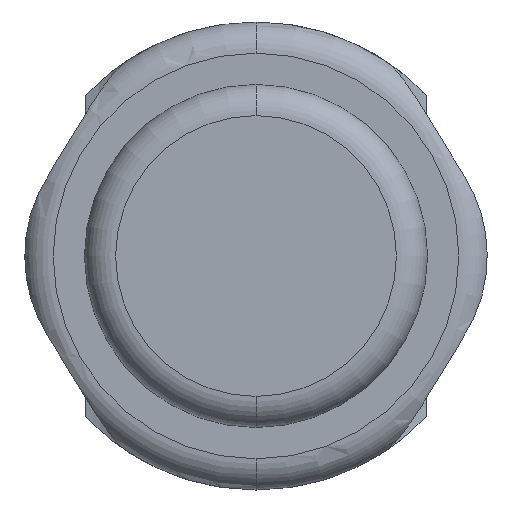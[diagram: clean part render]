
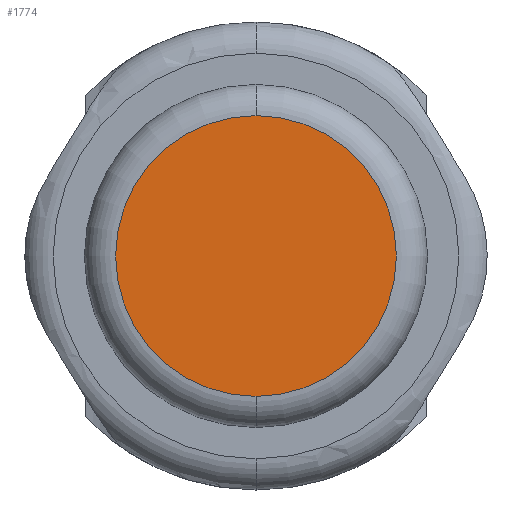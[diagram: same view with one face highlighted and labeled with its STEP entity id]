
A CAD part, left-side view. The second image highlights one B-rep face of the part: STEP entity #1774.
In plain terms, the highlighted planar face has unit normal (-1, 0, 0).
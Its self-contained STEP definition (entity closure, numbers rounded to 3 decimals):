
#3 = VERTEX_POINT ( 'NONE', #420 ) ;
#70 = VERTEX_POINT ( 'NONE', #1386 ) ;
#200 = EDGE_LOOP ( 'NONE', ( #1779, #1784 ) ) ;
#420 = CARTESIAN_POINT ( 'NONE',  ( -2.857, 0., 9. ) ) ;
#733 = FACE_OUTER_BOUND ( 'NONE', #200, .T. ) ;
#734 = PLANE ( 'NONE',  #736 ) ;
#736 = AXIS2_PLACEMENT_3D ( 'NONE', #737, #738, #739 ) ;
#737 = CARTESIAN_POINT ( 'NONE',  ( -2.857, 11., 0. ) ) ;
#738 = DIRECTION ( 'NONE',  ( 1., 0., 0. ) ) ;
#739 = DIRECTION ( 'NONE',  ( 0., 0., -1. ) ) ;
#793 = CIRCLE ( 'NONE', #794, 9. ) ;
#794 = AXIS2_PLACEMENT_3D ( 'NONE', #795, #796, #797 ) ;
#795 = CARTESIAN_POINT ( 'NONE',  ( -2.857, 0., 0. ) ) ;
#796 = DIRECTION ( 'NONE',  ( -1., 0., 0. ) ) ;
#797 = DIRECTION ( 'NONE',  ( 0., 0., -1. ) ) ;
#1356 = CIRCLE ( 'NONE', #1357, 9. ) ;
#1357 = AXIS2_PLACEMENT_3D ( 'NONE', #1358, #1359, #1360 ) ;
#1358 = CARTESIAN_POINT ( 'NONE',  ( -2.857, 0., 0. ) ) ;
#1359 = DIRECTION ( 'NONE',  ( -1., 0., 0. ) ) ;
#1360 = DIRECTION ( 'NONE',  ( 0., 0., -1. ) ) ;
#1386 = CARTESIAN_POINT ( 'NONE',  ( -2.857, 0., -9. ) ) ;
#1563 = EDGE_CURVE ( 'NONE', #3, #70, #793, .T. ) ;
#1774 = ADVANCED_FACE ( 'NONE', ( #733 ), #734, .F. ) ;
#1779 = ORIENTED_EDGE ( 'NONE', *, *, #1781, .T. ) ;
#1781 = EDGE_CURVE ( 'NONE', #70, #3, #1356, .T. ) ;
#1784 = ORIENTED_EDGE ( 'NONE', *, *, #1563, .T. ) ;
